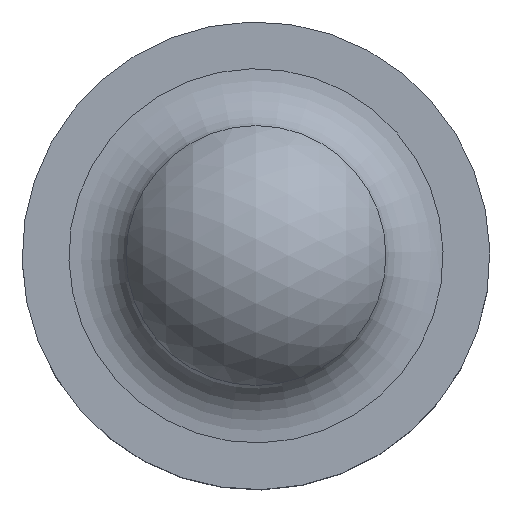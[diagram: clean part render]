
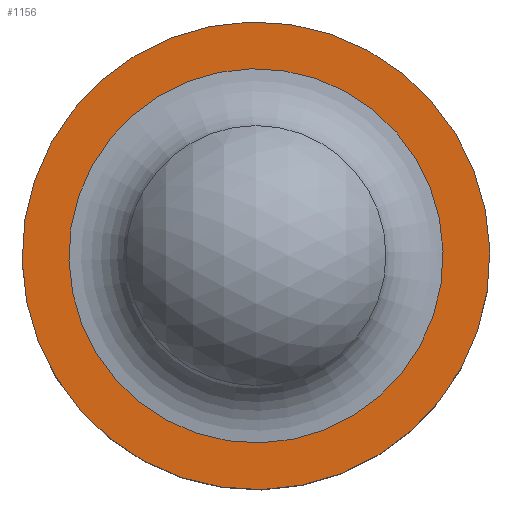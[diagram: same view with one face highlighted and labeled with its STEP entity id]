
A CAD part, top view. The second image highlights one B-rep face of the part: STEP entity #1156.
In plain terms, the highlighted planar face has unit normal (0, 0, 1).
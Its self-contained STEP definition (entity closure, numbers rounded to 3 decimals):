
#268=PLANE('',#1309);
#293=FACE_BOUND('',#412,.T.);
#334=FACE_OUTER_BOUND('',#411,.T.);
#411=EDGE_LOOP('',(#914));
#412=EDGE_LOOP('',(#915));
#492=CIRCLE('',#1307,18.);
#494=CIRCLE('',#1310,22.5);
#564=VERTEX_POINT('',#1896);
#566=VERTEX_POINT('',#1901);
#698=EDGE_CURVE('',#564,#564,#492,.T.);
#700=EDGE_CURVE('',#566,#566,#494,.T.);
#914=ORIENTED_EDGE('',*,*,#700,.F.);
#915=ORIENTED_EDGE('',*,*,#698,.F.);
#1156=ADVANCED_FACE('',(#334,#293),#268,.T.);
#1307=AXIS2_PLACEMENT_3D('',#1897,#1551,#1552);
#1309=AXIS2_PLACEMENT_3D('',#1900,#1555,#1556);
#1310=AXIS2_PLACEMENT_3D('',#1902,#1557,#1558);
#1551=DIRECTION('center_axis',(0.,0.,1.));
#1552=DIRECTION('ref_axis',(-1.,0.,0.));
#1555=DIRECTION('center_axis',(0.,0.,1.));
#1556=DIRECTION('ref_axis',(1.,0.,0.));
#1557=DIRECTION('center_axis',(0.,0.,-1.));
#1558=DIRECTION('ref_axis',(1.,0.,0.));
#1896=CARTESIAN_POINT('',(18.,0.,35.));
#1897=CARTESIAN_POINT('Origin',(0.,0.,35.));
#1900=CARTESIAN_POINT('Origin',(0.,0.,35.));
#1901=CARTESIAN_POINT('',(-22.5,0.,35.));
#1902=CARTESIAN_POINT('Origin',(0.,0.,35.));
